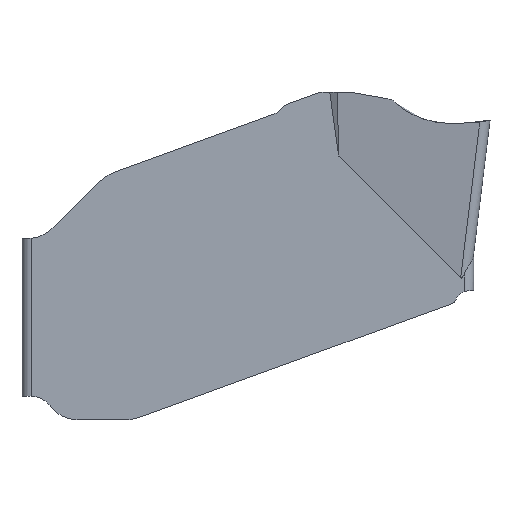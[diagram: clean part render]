
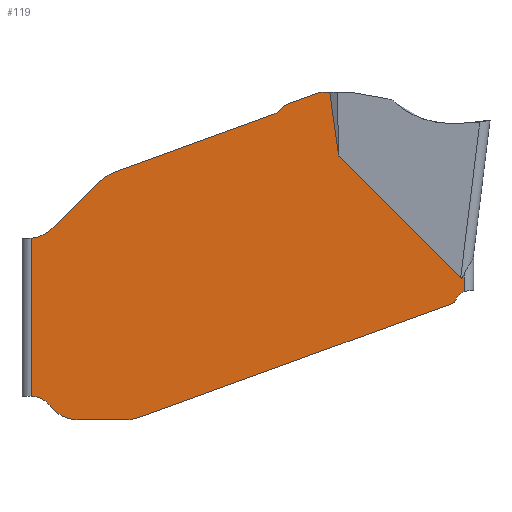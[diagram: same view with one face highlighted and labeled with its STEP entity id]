
A CAD part, left-side view. The second image highlights one B-rep face of the part: STEP entity #119.
In plain terms, the highlighted planar face has unit normal (-1, 0, 0).
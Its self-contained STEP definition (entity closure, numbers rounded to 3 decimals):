
#57=CIRCLE('',#848,0.2);
#59=CIRCLE('',#852,0.2);
#61=CIRCLE('',#855,0.4);
#63=CIRCLE('',#859,1.);
#65=CIRCLE('',#863,0.8);
#69=CIRCLE('',#875,0.1);
#71=CIRCLE('',#879,1.);
#73=CIRCLE('',#883,0.75);
#75=CIRCLE('',#886,0.5);
#79=CIRCLE('',#892,0.3);
#86=ELLIPSE('',#898,2.569,0.2);
#119=ADVANCED_FACE('',(#180),#145,.F.);
#145=PLANE('',#902);
#180=FACE_OUTER_BOUND('',#221,.T.);
#221=EDGE_LOOP('',(#373,#374,#375,#376,#377,#378,#379,#380,#381,#382,#383,
#384,#385,#386,#387,#388,#389,#390,#391,#392,#393,#394));
#373=ORIENTED_EDGE('',*,*,#600,.T.);
#374=ORIENTED_EDGE('',*,*,#625,.T.);
#375=ORIENTED_EDGE('',*,*,#635,.T.);
#376=ORIENTED_EDGE('',*,*,#630,.T.);
#377=ORIENTED_EDGE('',*,*,#633,.T.);
#378=ORIENTED_EDGE('',*,*,#634,.T.);
#379=ORIENTED_EDGE('',*,*,#579,.F.);
#380=ORIENTED_EDGE('',*,*,#551,.F.);
#381=ORIENTED_EDGE('',*,*,#554,.F.);
#382=ORIENTED_EDGE('',*,*,#557,.F.);
#383=ORIENTED_EDGE('',*,*,#560,.F.);
#384=ORIENTED_EDGE('',*,*,#563,.F.);
#385=ORIENTED_EDGE('',*,*,#566,.F.);
#386=ORIENTED_EDGE('',*,*,#569,.F.);
#387=ORIENTED_EDGE('',*,*,#574,.F.);
#388=ORIENTED_EDGE('',*,*,#628,.T.);
#389=ORIENTED_EDGE('',*,*,#618,.T.);
#390=ORIENTED_EDGE('',*,*,#615,.T.);
#391=ORIENTED_EDGE('',*,*,#612,.T.);
#392=ORIENTED_EDGE('',*,*,#609,.T.);
#393=ORIENTED_EDGE('',*,*,#606,.T.);
#394=ORIENTED_EDGE('',*,*,#603,.T.);
#472=VERTEX_POINT('',#1241);
#475=VERTEX_POINT('',#1246);
#477=VERTEX_POINT('',#1252);
#479=VERTEX_POINT('',#1258);
#481=VERTEX_POINT('',#1264);
#483=VERTEX_POINT('',#1270);
#485=VERTEX_POINT('',#1276);
#487=VERTEX_POINT('',#1282);
#491=VERTEX_POINT('',#1304);
#496=VERTEX_POINT('',#1316);
#507=VERTEX_POINT('',#1428);
#509=VERTEX_POINT('',#1432);
#511=VERTEX_POINT('',#1437);
#513=VERTEX_POINT('',#1443);
#515=VERTEX_POINT('',#1449);
#517=VERTEX_POINT('',#1455);
#519=VERTEX_POINT('',#1461);
#521=VERTEX_POINT('',#1467);
#525=VERTEX_POINT('',#1493);
#526=VERTEX_POINT('',#1502);
#527=VERTEX_POINT('',#1504);
#528=VERTEX_POINT('',#1517);
#551=EDGE_CURVE('',#475,#472,#57,.T.);
#554=EDGE_CURVE('',#477,#475,#664,.T.);
#557=EDGE_CURVE('',#479,#477,#59,.T.);
#560=EDGE_CURVE('',#481,#479,#61,.T.);
#563=EDGE_CURVE('',#483,#481,#669,.T.);
#566=EDGE_CURVE('',#485,#483,#63,.T.);
#569=EDGE_CURVE('',#487,#485,#673,.T.);
#574=EDGE_CURVE('',#491,#487,#65,.T.);
#579=EDGE_CURVE('',#472,#496,#679,.T.);
#600=EDGE_CURVE('',#507,#509,#691,.T.);
#603=EDGE_CURVE('',#511,#507,#69,.T.);
#606=EDGE_CURVE('',#513,#511,#695,.T.);
#609=EDGE_CURVE('',#515,#513,#71,.T.);
#612=EDGE_CURVE('',#517,#515,#699,.T.);
#615=EDGE_CURVE('',#519,#517,#73,.T.);
#618=EDGE_CURVE('',#521,#519,#75,.T.);
#625=EDGE_CURVE('',#509,#525,#79,.T.);
#628=EDGE_CURVE('',#491,#521,#703,.T.);
#630=EDGE_CURVE('',#527,#526,#86,.T.);
#633=EDGE_CURVE('',#526,#528,#706,.T.);
#634=EDGE_CURVE('',#528,#496,#707,.T.);
#635=EDGE_CURVE('',#525,#527,#708,.T.);
#664=LINE('',#1253,#732);
#669=LINE('',#1271,#737);
#673=LINE('',#1283,#741);
#679=LINE('',#1315,#747);
#691=LINE('',#1433,#761);
#695=LINE('',#1445,#765);
#699=LINE('',#1457,#769);
#703=LINE('',#1499,#773);
#706=LINE('',#1518,#776);
#707=LINE('',#1520,#777);
#708=LINE('',#1522,#778);
#732=VECTOR('',#951,1.);
#737=VECTOR('',#970,1.);
#741=VECTOR('',#982,1.);
#747=VECTOR('',#996,1.);
#761=VECTOR('',#1026,1.);
#765=VECTOR('',#1038,1.);
#769=VECTOR('',#1050,1.);
#773=VECTOR('',#1086,1.);
#776=VECTOR('',#1095,1.);
#777=VECTOR('',#1098,1.);
#778=VECTOR('',#1101,1.);
#848=AXIS2_PLACEMENT_3D('',#1247,#945,#946);
#852=AXIS2_PLACEMENT_3D('',#1259,#957,#958);
#855=AXIS2_PLACEMENT_3D('',#1265,#964,#965);
#859=AXIS2_PLACEMENT_3D('',#1277,#976,#977);
#863=AXIS2_PLACEMENT_3D('',#1305,#988,#989);
#875=AXIS2_PLACEMENT_3D('',#1439,#1032,#1033);
#879=AXIS2_PLACEMENT_3D('',#1451,#1044,#1045);
#883=AXIS2_PLACEMENT_3D('',#1463,#1056,#1057);
#886=AXIS2_PLACEMENT_3D('',#1469,#1063,#1064);
#892=AXIS2_PLACEMENT_3D('',#1494,#1076,#1077);
#898=AXIS2_PLACEMENT_3D('',#1503,#1090,#1091);
#902=AXIS2_PLACEMENT_3D('',#1523,#1102,#1103);
#945=DIRECTION('',(1.,0.,0.));
#946=DIRECTION('',(0.,0.,-1.));
#951=DIRECTION('',(0.,-0.94,0.342));
#957=DIRECTION('',(1.,0.,0.));
#958=DIRECTION('',(0.,0.,-1.));
#964=DIRECTION('',(-1.,0.,0.));
#965=DIRECTION('',(0.,0.,-1.));
#970=DIRECTION('',(0.,-0.94,0.342));
#976=DIRECTION('',(1.,0.,0.));
#977=DIRECTION('',(0.,0.,-1.));
#982=DIRECTION('',(0.,-0.707,0.707));
#988=DIRECTION('',(-1.,0.,0.));
#989=DIRECTION('',(0.,0.,-1.));
#996=DIRECTION('',(0.,-1.,0.));
#1026=DIRECTION('',(0.,-0.5,0.866));
#1032=DIRECTION('',(-1.,0.,0.));
#1033=DIRECTION('',(0.,0.,-1.));
#1038=DIRECTION('',(0.,-0.94,0.342));
#1044=DIRECTION('',(-1.,0.,0.));
#1045=DIRECTION('',(0.,0.,-1.));
#1050=DIRECTION('',(0.,-1.,0.));
#1056=DIRECTION('',(-1.,0.,0.));
#1057=DIRECTION('',(0.,0.,-1.));
#1063=DIRECTION('',(1.,0.,0.));
#1064=DIRECTION('',(0.,0.,-1.));
#1076=DIRECTION('',(1.,0.,0.));
#1077=DIRECTION('',(0.,0.,-1.));
#1086=DIRECTION('',(0.,0.,-1.));
#1090=DIRECTION('',(1.,0.,0.));
#1091=DIRECTION('',(0.,-0.122,0.993));
#1095=DIRECTION('',(0.,0.708,0.706));
#1098=DIRECTION('',(0.,0.139,0.99));
#1101=DIRECTION('',(0.,0.,1.));
#1102=DIRECTION('',(1.,0.,0.));
#1103=DIRECTION('',(0.,0.,-1.));
#1241=CARTESIAN_POINT('',(-1.325,-1.409,0.6));
#1246=CARTESIAN_POINT('',(-1.325,-1.341,0.588));
#1247=CARTESIAN_POINT('',(-1.325,-1.409,0.4));
#1252=CARTESIAN_POINT('',(-1.325,-0.654,0.338));
#1253=CARTESIAN_POINT('',(-1.325,0.032,0.088));
#1258=CARTESIAN_POINT('',(-1.325,-0.561,0.269));
#1259=CARTESIAN_POINT('',(-1.325,-0.722,0.15));
#1264=CARTESIAN_POINT('',(-1.325,-0.376,0.131));
#1265=CARTESIAN_POINT('',(-1.325,-0.24,0.506));
#1270=CARTESIAN_POINT('',(-1.325,3.007,-1.101));
#1271=CARTESIAN_POINT('',(-1.325,-0.002,-0.006));
#1276=CARTESIAN_POINT('',(-1.325,3.372,-1.333));
#1277=CARTESIAN_POINT('',(-1.325,2.665,-2.041));
#1282=CARTESIAN_POINT('',(-1.325,4.334,-2.296));
#1283=CARTESIAN_POINT('',(-1.325,1.019,1.019));
#1304=CARTESIAN_POINT('',(-1.325,4.8,-2.524));
#1305=CARTESIAN_POINT('',(-1.325,4.9,-1.73));
#1315=CARTESIAN_POINT('',(-1.325,0.,0.6));
#1316=CARTESIAN_POINT('',(-1.325,-1.575,0.6));
#1428=CARTESIAN_POINT('',(-1.325,-4.245,-3.873));
#1432=CARTESIAN_POINT('',(-1.325,-4.29,-3.794));
#1433=CARTESIAN_POINT('',(-1.325,-4.86,-2.806));
#1437=CARTESIAN_POINT('',(-1.325,-4.192,-3.917));
#1439=CARTESIAN_POINT('',(-1.325,-4.158,-3.823));
#1443=CARTESIAN_POINT('',(-1.325,2.465,-6.34));
#1445=CARTESIAN_POINT('',(-1.325,-1.749,-4.806));
#1449=CARTESIAN_POINT('',(-1.325,2.807,-6.4));
#1451=CARTESIAN_POINT('',(-1.325,2.807,-5.4));
#1455=CARTESIAN_POINT('',(-1.325,3.8,-6.4));
#1457=CARTESIAN_POINT('',(-1.325,0.,-6.4));
#1461=CARTESIAN_POINT('',(-1.325,4.4,-6.1));
#1463=CARTESIAN_POINT('',(-1.325,3.8,-5.65));
#1467=CARTESIAN_POINT('',(-1.325,4.8,-5.9));
#1469=CARTESIAN_POINT('',(-1.325,4.8,-6.4));
#1493=CARTESIAN_POINT('',(-1.325,-4.45,-3.661));
#1494=CARTESIAN_POINT('',(-1.325,-4.55,-3.944));
#1499=CARTESIAN_POINT('',(-1.325,4.8,-7.9));
#1502=CARTESIAN_POINT('',(-1.325,-4.373,-3.364));
#1503=CARTESIAN_POINT('',(-1.325,-4.698,-0.821));
#1504=CARTESIAN_POINT('',(-1.325,-4.45,-3.282));
#1517=CARTESIAN_POINT('',(-1.325,-1.766,-0.763));
#1518=CARTESIAN_POINT('',(-1.325,-3.994,-2.986));
#1520=CARTESIAN_POINT('',(-1.325,-1.627,0.228));
#1522=CARTESIAN_POINT('',(-1.325,-4.45,-2.467));
#1523=CARTESIAN_POINT('',(-1.325,0.,0.));
